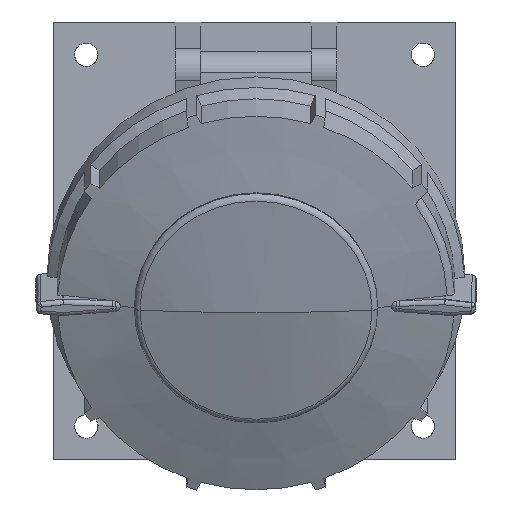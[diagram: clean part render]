
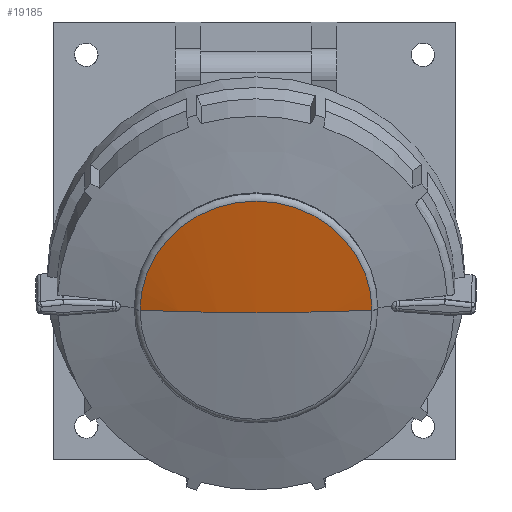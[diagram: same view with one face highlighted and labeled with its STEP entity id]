
A CAD part, top view. The second image highlights one B-rep face of the part: STEP entity #19185.
In plain terms, the highlighted spherical face has radius 224.39 mm.
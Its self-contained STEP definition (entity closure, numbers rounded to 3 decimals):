
#2032 = CARTESIAN_POINT ( 'NONE',  ( 0., 67.727, -131.229 ) ) ;
#2308 = EDGE_CURVE ( 'NONE', #13163, #11250, #4140, .T. ) ;
#3916 = CARTESIAN_POINT ( 'NONE',  ( 26.527, -8.481, 78.15 ) ) ;
#4140 = CIRCLE ( 'NONE', #15988, 224.39 ) ;
#4213 = DIRECTION ( 'NONE',  ( 0., -0.342, 0.94 ) ) ;
#5798 = CARTESIAN_POINT ( 'NONE',  ( 0., -8.481, 78.15 ) ) ;
#6618 = CARTESIAN_POINT ( 'NONE',  ( 0., 67.727, -131.229 ) ) ;
#6931 = DIRECTION ( 'NONE',  ( -1., 0., 0. ) ) ;
#7295 = AXIS2_PLACEMENT_3D ( 'NONE', #6618, #14776, #6931 ) ;
#7657 = CARTESIAN_POINT ( 'NONE',  ( 0., -9.019, 79.628 ) ) ;
#7811 = EDGE_CURVE ( 'NONE', #9734, #11250, #18259, .T. ) ;
#8203 = FACE_OUTER_BOUND ( 'NONE', #15237, .T. ) ;
#8212 = AXIS2_PLACEMENT_3D ( 'NONE', #18867, #8801, #20036 ) ;
#8801 = DIRECTION ( 'NONE',  ( 0., 0.94, 0.342 ) ) ;
#9734 = VERTEX_POINT ( 'NONE', #3916 ) ;
#10336 = ORIENTED_EDGE ( 'NONE', *, *, #7811, .T. ) ;
#10659 = DIRECTION ( 'NONE',  ( 1., 0., 0. ) ) ;
#11250 = VERTEX_POINT ( 'NONE', #17702 ) ;
#11472 = AXIS2_PLACEMENT_3D ( 'NONE', #5798, #4213, #10659 ) ;
#13163 = VERTEX_POINT ( 'NONE', #7657 ) ;
#14213 = ORIENTED_EDGE ( 'NONE', *, *, #2308, .F. ) ;
#14669 = SPHERICAL_SURFACE ( 'NONE', #7295, 224.39 ) ;
#14776 = DIRECTION ( 'NONE',  ( 0., 0.94, 0.342 ) ) ;
#15237 = EDGE_LOOP ( 'NONE', ( #14213, #16348, #10336 ) ) ;
#15330 = CIRCLE ( 'NONE', #8212, 224.39 ) ;
#15988 = AXIS2_PLACEMENT_3D ( 'NONE', #2032, #16973, #19856 ) ;
#16348 = ORIENTED_EDGE ( 'NONE', *, *, #16476, .T. ) ;
#16476 = EDGE_CURVE ( 'NONE', #13163, #9734, #15330, .T. ) ;
#16973 = DIRECTION ( 'NONE',  ( 0., -0.94, -0.342 ) ) ;
#17702 = CARTESIAN_POINT ( 'NONE',  ( -26.527, -8.481, 78.15 ) ) ;
#18259 = CIRCLE ( 'NONE', #11472, 26.527 ) ;
#18867 = CARTESIAN_POINT ( 'NONE',  ( 0., 67.727, -131.229 ) ) ;
#19185 = ADVANCED_FACE ( 'NONE', ( #8203 ), #14669, .T. ) ;
#19856 = DIRECTION ( 'NONE',  ( 0., 0.342, -0.94 ) ) ;
#20036 = DIRECTION ( 'NONE',  ( 0., -0.342, 0.94 ) ) ;
